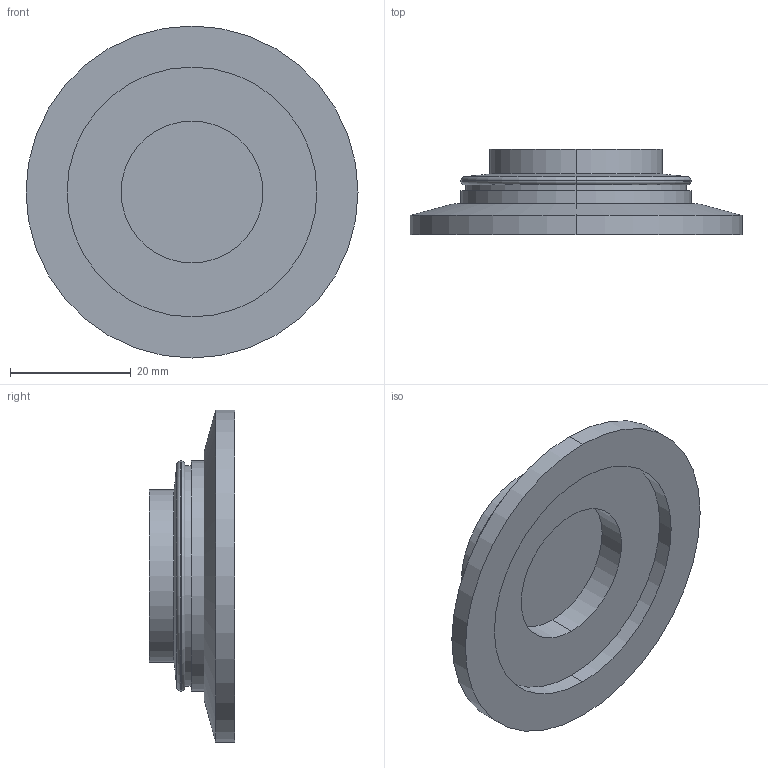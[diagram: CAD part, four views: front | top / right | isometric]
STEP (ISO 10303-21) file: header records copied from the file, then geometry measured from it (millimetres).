
FILE_DESCRIPTION (( 'STEP AP203' ), '1' );
FILE_NAME ('A8434-1-QF.STEP', '2012-12-10T20:10:57', ( '' ), ( '' ), 'SwSTEP 2.0', 'SolidWorks 2012', '' );
FILE_SCHEMA (( 'CONFIG_CONTROL_DESIGN' ));
Length unit declared in the file: inch
Products named in the file (1): A8434-1-QF
Bounding box: 54.99 x 14.16 x 54.99 mm (x, y, z)
Volume: 11561.1 mm3; surface area: 7375 mm2
Topology: 1 solids, 1 shells, 37 faces, 72 edges, 44 vertices
Faces by surface type: cylinder 16, plane 9, torus 6, cone 6
Entity records: 1039 total; most frequent: DIRECTION 198, CARTESIAN_POINT 154, ORIENTED_EDGE 144, AXIS2_PLACEMENT_3D 88, EDGE_CURVE 72, CIRCLE 50, VERTEX_POINT 44, EDGE_LOOP 44
